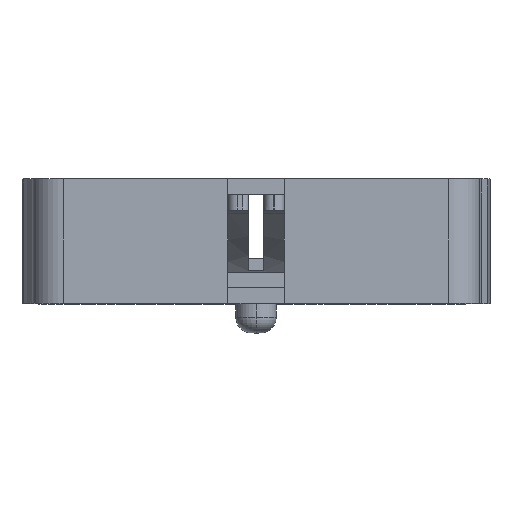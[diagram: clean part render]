
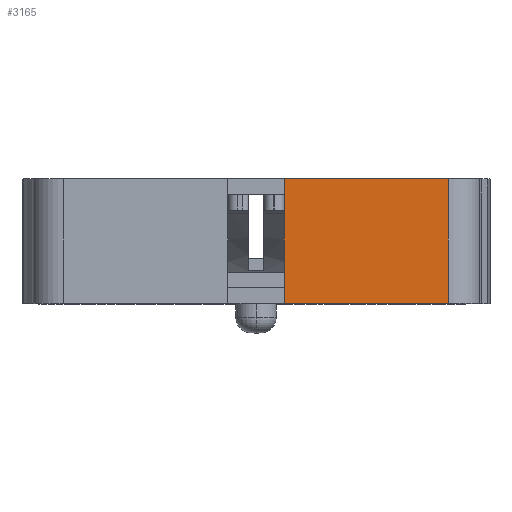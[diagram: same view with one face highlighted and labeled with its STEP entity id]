
A CAD part, top view. The second image highlights one B-rep face of the part: STEP entity #3165.
In plain terms, the highlighted planar face has unit normal (0, 0, 1).
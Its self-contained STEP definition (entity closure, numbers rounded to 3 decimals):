
#2825 = EDGE_CURVE ( 'NONE', #3200, #3019, #7083, .T. ) ;
#2926 = EDGE_CURVE ( 'NONE', #3010, #2933, #7595, .T. ) ;
#2933 = VERTEX_POINT ( 'NONE', #7596 ) ;
#3008 = EDGE_CURVE ( 'NONE', #3019, #3010, #7808, .T. ) ;
#3010 = VERTEX_POINT ( 'NONE', #7804 ) ;
#3019 = VERTEX_POINT ( 'NONE', #7676 ) ;
#3121 = EDGE_LOOP ( 'NONE', ( #3166, #3153, #3167, #3168 ) ) ;
#3153 = ORIENTED_EDGE ( 'NONE', *, *, #3154, .T. ) ;
#3154 = EDGE_CURVE ( 'NONE', #2933, #3200, #7981, .T. ) ;
#3165 = ADVANCED_FACE ( 'NONE', ( #7868 ), #8173, .T. ) ;
#3166 = ORIENTED_EDGE ( 'NONE', *, *, #2926, .T. ) ;
#3167 = ORIENTED_EDGE ( 'NONE', *, *, #2825, .T. ) ;
#3168 = ORIENTED_EDGE ( 'NONE', *, *, #3008, .T. ) ;
#3200 = VERTEX_POINT ( 'NONE', #8124 ) ;
#7072 = DIRECTION ( 'NONE',  ( 1., 0., 0. ) ) ;
#7074 = VECTOR ( 'NONE', #7072, 1000. ) ;
#7076 = CARTESIAN_POINT ( 'NONE',  ( 0., 0., 7.782 ) ) ;
#7083 = LINE ( 'NONE', #7076, #7074 ) ;
#7457 = DIRECTION ( 'NONE',  ( -1., 0., 0. ) ) ;
#7458 = VECTOR ( 'NONE', #7457, 1000. ) ;
#7459 = CARTESIAN_POINT ( 'NONE',  ( -6.176, 4., 7.782 ) ) ;
#7595 = LINE ( 'NONE', #7459, #7458 ) ;
#7596 = CARTESIAN_POINT ( 'NONE',  ( 0.9, 4., 7.782 ) ) ;
#7676 = CARTESIAN_POINT ( 'NONE',  ( 6.159, 0., 7.782 ) ) ;
#7804 = CARTESIAN_POINT ( 'NONE',  ( 6.159, 4., 7.782 ) ) ;
#7805 = DIRECTION ( 'NONE',  ( 0., 1., 0. ) ) ;
#7806 = VECTOR ( 'NONE', #7805, 1000. ) ;
#7807 = CARTESIAN_POINT ( 'NONE',  ( 6.159, 0., 7.782 ) ) ;
#7808 = LINE ( 'NONE', #7807, #7806 ) ;
#7868 = FACE_OUTER_BOUND ( 'NONE', #3121, .T. ) ;
#7976 = DIRECTION ( 'NONE',  ( 0., -1., 0. ) ) ;
#7977 = VECTOR ( 'NONE', #7976, 1000. ) ;
#7978 = CARTESIAN_POINT ( 'NONE',  ( 0.9, 0., 7.782 ) ) ;
#7981 = LINE ( 'NONE', #7978, #7977 ) ;
#8040 = DIRECTION ( 'NONE',  ( 1., 0., 0. ) ) ;
#8041 = DIRECTION ( 'NONE',  ( 0., 0., 1. ) ) ;
#8042 = CARTESIAN_POINT ( 'NONE',  ( -6.176, 0., 7.782 ) ) ;
#8124 = CARTESIAN_POINT ( 'NONE',  ( 0.9, 0., 7.782 ) ) ;
#8172 = AXIS2_PLACEMENT_3D ( 'NONE', #8042, #8041, #8040 ) ;
#8173 = PLANE ( 'NONE',  #8172 ) ;
